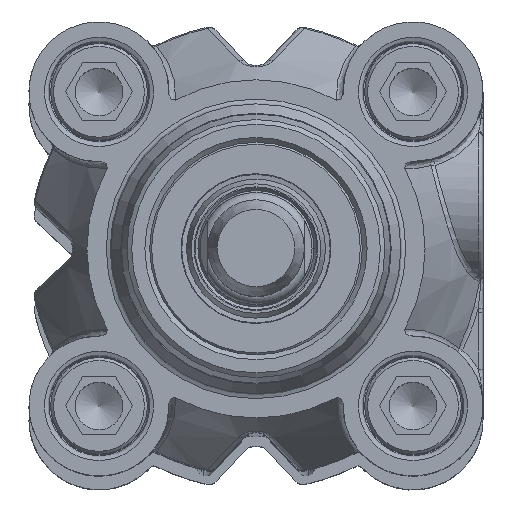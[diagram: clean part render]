
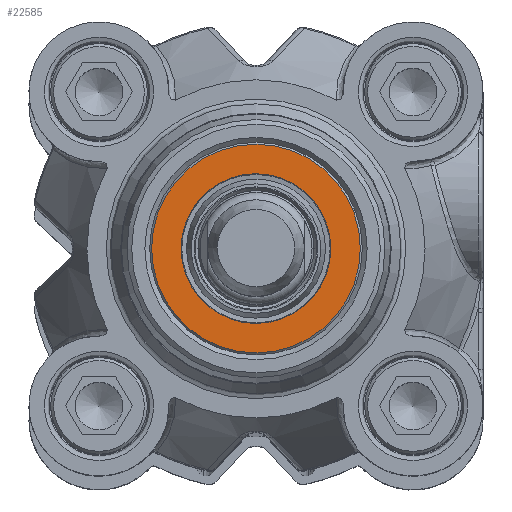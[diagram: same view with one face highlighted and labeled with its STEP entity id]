
A CAD part, top view. The second image highlights one B-rep face of the part: STEP entity #22585.
In plain terms, the highlighted planar face has unit normal (0, 0, 1).
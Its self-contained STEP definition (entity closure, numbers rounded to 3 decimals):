
#22558=CARTESIAN_POINT('',(-10.8,0.,49.8));
#22559=DIRECTION('',(0.0,0.0,-1.0));
#22560=DIRECTION('',(-1.0,0.0,0.0));
#22561=AXIS2_PLACEMENT_3D('',#22558,#22559,#22560);
#22562=PLANE('',#22561);
#22563=CARTESIAN_POINT('',(0.,10.8,49.8));
#22564=VERTEX_POINT('',#22563);
#22565=CARTESIAN_POINT('',(0.,0.,49.8));
#22566=DIRECTION('',(0.0,0.0,1.0));
#22567=DIRECTION('',(0.0,1.0,0.0));
#22568=AXIS2_PLACEMENT_3D('',#22565,#22566,#22567);
#22569=CIRCLE('',#22568,10.8);
#22570=EDGE_CURVE('',#22564,#22564,#22569,.T.);
#22571=ORIENTED_EDGE('',*,*,#22570,.T.);
#22572=EDGE_LOOP('',(#22571));
#22573=FACE_OUTER_BOUND('',#22572,.T.);
#22574=CARTESIAN_POINT('',(0.,7.75,49.8));
#22575=VERTEX_POINT('',#22574);
#22576=CARTESIAN_POINT('',(0.,0.,49.8));
#22577=DIRECTION('',(0.0,0.0,1.0));
#22578=DIRECTION('',(0.0,1.0,0.0));
#22579=AXIS2_PLACEMENT_3D('',#22576,#22577,#22578);
#22580=CIRCLE('',#22579,7.75);
#22581=EDGE_CURVE('',#22575,#22575,#22580,.T.);
#22582=ORIENTED_EDGE('',*,*,#22581,.F.);
#22583=EDGE_LOOP('',(#22582));
#22584=FACE_BOUND('',#22583,.T.);
#22585=ADVANCED_FACE('',(#22573,#22584),#22562,.F.);
